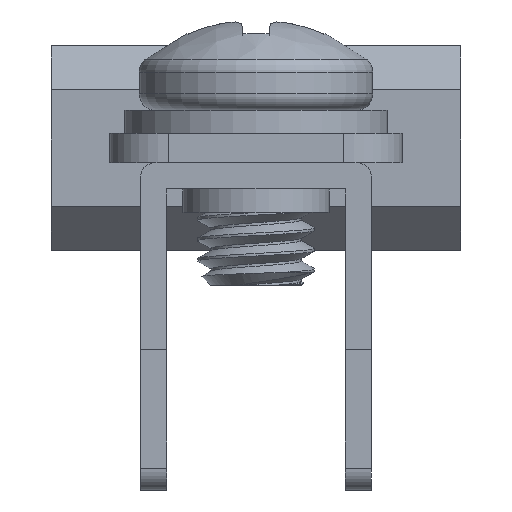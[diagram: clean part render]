
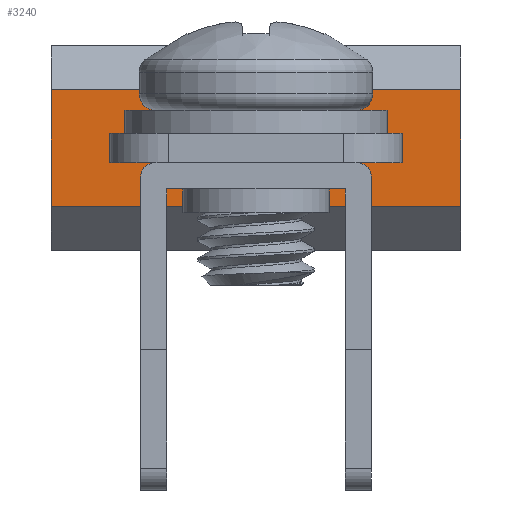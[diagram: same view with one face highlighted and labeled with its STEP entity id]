
A CAD part, front view. The second image highlights one B-rep face of the part: STEP entity #3240.
In plain terms, the highlighted planar face has unit normal (0, -1, 0).
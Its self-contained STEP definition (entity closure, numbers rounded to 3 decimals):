
#233=FACE_BOUND('',#523,.T.);
#344=FACE_OUTER_BOUND('',#522,.T.);
#522=EDGE_LOOP('',(#2231,#2232,#2233,#2234));
#523=EDGE_LOOP('',(#2235,#2236,#2237,#2238));
#726=LINE('',#4932,#1025);
#727=LINE('',#4934,#1026);
#728=LINE('',#4936,#1027);
#729=LINE('',#4937,#1028);
#730=LINE('',#4940,#1029);
#731=LINE('',#4942,#1030);
#732=LINE('',#4944,#1031);
#733=LINE('',#4945,#1032);
#1025=VECTOR('',#3787,10.);
#1026=VECTOR('',#3788,10.);
#1027=VECTOR('',#3789,10.);
#1028=VECTOR('',#3790,10.);
#1029=VECTOR('',#3791,10.);
#1030=VECTOR('',#3792,10.);
#1031=VECTOR('',#3793,10.);
#1032=VECTOR('',#3794,10.);
#1356=VERTEX_POINT('',#4930);
#1357=VERTEX_POINT('',#4931);
#1358=VERTEX_POINT('',#4933);
#1359=VERTEX_POINT('',#4935);
#1360=VERTEX_POINT('',#4938);
#1361=VERTEX_POINT('',#4939);
#1362=VERTEX_POINT('',#4941);
#1363=VERTEX_POINT('',#4943);
#1699=EDGE_CURVE('',#1356,#1357,#726,.T.);
#1700=EDGE_CURVE('',#1358,#1357,#727,.T.);
#1701=EDGE_CURVE('',#1358,#1359,#728,.T.);
#1702=EDGE_CURVE('',#1356,#1359,#729,.T.);
#1703=EDGE_CURVE('',#1360,#1361,#730,.T.);
#1704=EDGE_CURVE('',#1362,#1360,#731,.T.);
#1705=EDGE_CURVE('',#1363,#1362,#732,.T.);
#1706=EDGE_CURVE('',#1361,#1363,#733,.T.);
#2231=ORIENTED_EDGE('',*,*,#1699,.T.);
#2232=ORIENTED_EDGE('',*,*,#1700,.F.);
#2233=ORIENTED_EDGE('',*,*,#1701,.T.);
#2234=ORIENTED_EDGE('',*,*,#1702,.F.);
#2235=ORIENTED_EDGE('',*,*,#1703,.F.);
#2236=ORIENTED_EDGE('',*,*,#1704,.F.);
#2237=ORIENTED_EDGE('',*,*,#1705,.F.);
#2238=ORIENTED_EDGE('',*,*,#1706,.F.);
#3107=PLANE('',#3470);
#3240=ADVANCED_FACE('',(#344,#233),#3107,.T.);
#3470=AXIS2_PLACEMENT_3D('',#4929,#3785,#3786);
#3785=DIRECTION('center_axis',(0.,-1.,0.));
#3786=DIRECTION('ref_axis',(0.,0.,-1.));
#3787=DIRECTION('',(1.,0.,0.));
#3788=DIRECTION('',(0.,0.,-1.));
#3789=DIRECTION('',(-1.,0.,0.));
#3790=DIRECTION('',(0.,0.,1.));
#3791=DIRECTION('',(1.,0.,0.));
#3792=DIRECTION('',(0.,0.,-1.));
#3793=DIRECTION('',(-1.,0.,0.));
#3794=DIRECTION('',(0.,0.,1.));
#4929=CARTESIAN_POINT('Origin',(0.,-9.,2.5));
#4930=CARTESIAN_POINT('',(-7.,-9.,-1.5));
#4931=CARTESIAN_POINT('',(7.,-9.,-1.5));
#4932=CARTESIAN_POINT('',(0.,-9.,-1.5));
#4933=CARTESIAN_POINT('',(7.,-9.,2.5));
#4934=CARTESIAN_POINT('',(7.,-9.,1.));
#4935=CARTESIAN_POINT('',(-7.,-9.,2.5));
#4936=CARTESIAN_POINT('',(0.,-9.,2.5));
#4937=CARTESIAN_POINT('',(-7.,-9.,1.));
#4938=CARTESIAN_POINT('',(-5.,-9.,0.));
#4939=CARTESIAN_POINT('',(5.,-9.,0.));
#4940=CARTESIAN_POINT('',(0.,-9.,0.));
#4941=CARTESIAN_POINT('',(-5.,-9.,1.));
#4942=CARTESIAN_POINT('',(-5.,-9.,1.25));
#4943=CARTESIAN_POINT('',(5.,-9.,1.));
#4944=CARTESIAN_POINT('',(0.,-9.,1.));
#4945=CARTESIAN_POINT('',(5.,-9.,1.25));
